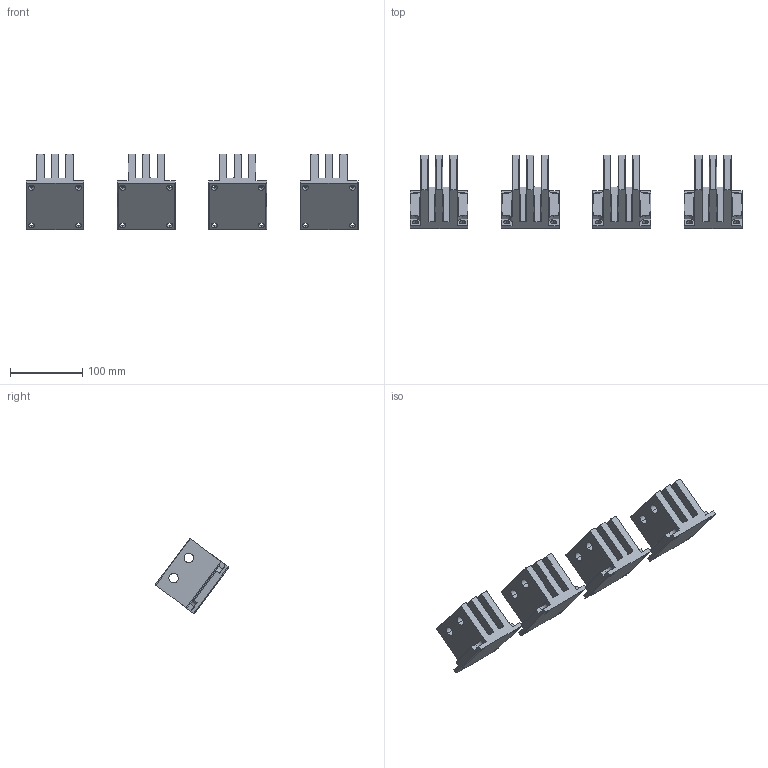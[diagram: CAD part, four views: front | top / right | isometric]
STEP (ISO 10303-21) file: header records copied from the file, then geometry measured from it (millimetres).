
FILE_DESCRIPTION((''),'2;1');
FILE_NAME('E4_2_IV_TERMINALS_LVR_4000A_ASM','2022-10-27T12:16:52',('ITMARAD4'),(''),'CREO PARAMETRIC BY PTC INC, 2019030','CREO PARAMETRIC BY PTC INC, 2019030','');
FILE_SCHEMA(('AUTOMOTIVE_DESIGN { 1 0 10303 214 1 1 1 1 }'));
Length unit declared in the file: millimetre
Products named in the file (2): RB9926001_1PA_001_01_MIDDLE_REAR_TERM_MULTI_N2; E4_2_IV_TERMINALS_LVR_4000A_ASM
Assembly tree (4 placements, depth 2):
  E4_2_IV_TERMINALS_LVR_4000A_ASM
    RB9926001_1PA_001_01_MIDDLE_REAR_TERM_MULTI_N2  x4
Bounding box: 458 x 101.59 x 104.2 mm (x, y, z)
Volume: 776807.7 mm3; surface area: 186830.6 mm2
Topology: 4 solids, 4 shells, 280 faces, 816 edges, 544 vertices
Faces by surface type: cylinder 160, plane 120
Entity records: 3559 total; most frequent: CARTESIAN_POINT 486, DIRECTION 471, ORIENTED_EDGE 408, COLOUR_RGB 204, EDGE_CURVE 204, AXIS2_PLACEMENT_3D 171, VERTEX_POINT 136, PROPERTY_DEFINITION 125
